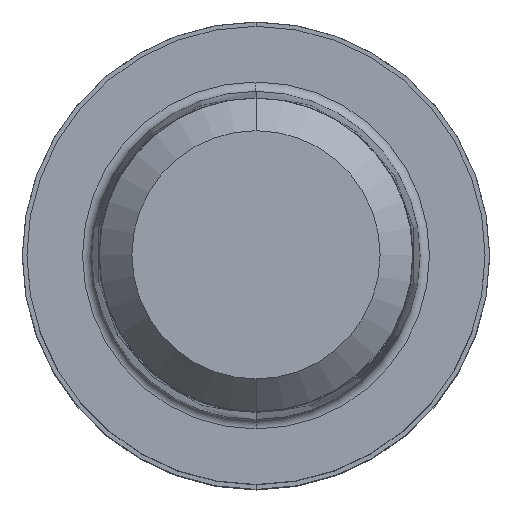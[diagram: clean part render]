
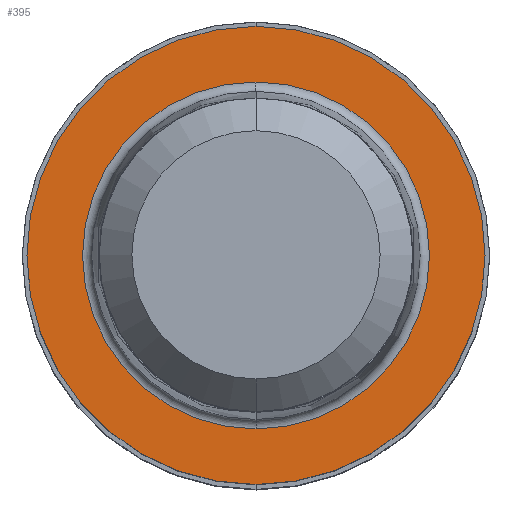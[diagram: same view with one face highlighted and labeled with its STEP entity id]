
A CAD part, top view. The second image highlights one B-rep face of the part: STEP entity #395.
In plain terms, the highlighted planar face has unit normal (0, 0, 1).
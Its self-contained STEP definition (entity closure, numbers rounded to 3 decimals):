
#231=EDGE_CURVE('',#361,#341,#574,.T.);
#247=EDGE_CURVE('',#351,#497,#593,.T.);
#341=VERTEX_POINT('',#698);
#351=VERTEX_POINT('',#708);
#355=EDGE_CURVE('',#497,#351,#712,.T.);
#361=VERTEX_POINT('',#718);
#395=ADVANCED_FACE('',(#756,#757),#758,.T.);
#465=EDGE_CURVE('',#341,#361,#838,.T.);
#497=VERTEX_POINT('',#873);
#574=CIRCLE('',#959,7.42);
#593=CIRCLE('',#982,9.8);
#698=CARTESIAN_POINT('',(0.0,7.42,0.01));
#708=CARTESIAN_POINT('',(0.0,9.8,0.01));
#712=CIRCLE('',#1134,9.8);
#718=CARTESIAN_POINT('',(0.,-7.42,0.01));
#756=FACE_OUTER_BOUND('',#1192,.T.);
#757=FACE_BOUND('',#1193,.T.);
#758=PLANE('',#1194);
#838=CIRCLE('',#1294,7.42);
#873=CARTESIAN_POINT('',(0.,-9.8,0.01));
#959=AXIS2_PLACEMENT_3D('',#1430,#1431,#1432);
#982=AXIS2_PLACEMENT_3D('',#1453,#1454,#1455);
#1134=AXIS2_PLACEMENT_3D('',#1592,#1593,#1594);
#1192=EDGE_LOOP('',(#1647,#1648));
#1193=EDGE_LOOP('',(#1649,#1650));
#1194=AXIS2_PLACEMENT_3D('',#1651,#1652,#1653);
#1294=AXIS2_PLACEMENT_3D('',#1768,#1769,#1770);
#1430=CARTESIAN_POINT('',(0.0,0.0,0.01));
#1431=DIRECTION('',(0.0,0.0,-1.0));
#1432=DIRECTION('',(0.0,1.0,0.0));
#1453=CARTESIAN_POINT('',(0.0,0.0,0.01));
#1454=DIRECTION('',(0.0,0.0,-1.0));
#1455=DIRECTION('',(0.0,1.0,0.0));
#1592=CARTESIAN_POINT('',(0.0,0.0,0.01));
#1593=DIRECTION('',(0.0,0.0,-1.0));
#1594=DIRECTION('',(0.0,1.0,0.0));
#1647=ORIENTED_EDGE('',*,*,#247,.F.);
#1648=ORIENTED_EDGE('',*,*,#355,.F.);
#1649=ORIENTED_EDGE('',*,*,#465,.T.);
#1650=ORIENTED_EDGE('',*,*,#231,.T.);
#1651=CARTESIAN_POINT('',(0.0,4.9,0.01));
#1652=DIRECTION('',(-0.0,0.0,1.0));
#1653=DIRECTION('',(0.0,-1.0,0.0));
#1768=CARTESIAN_POINT('',(0.0,0.0,0.01));
#1769=DIRECTION('',(0.0,0.0,-1.0));
#1770=DIRECTION('',(0.0,1.0,0.0));
